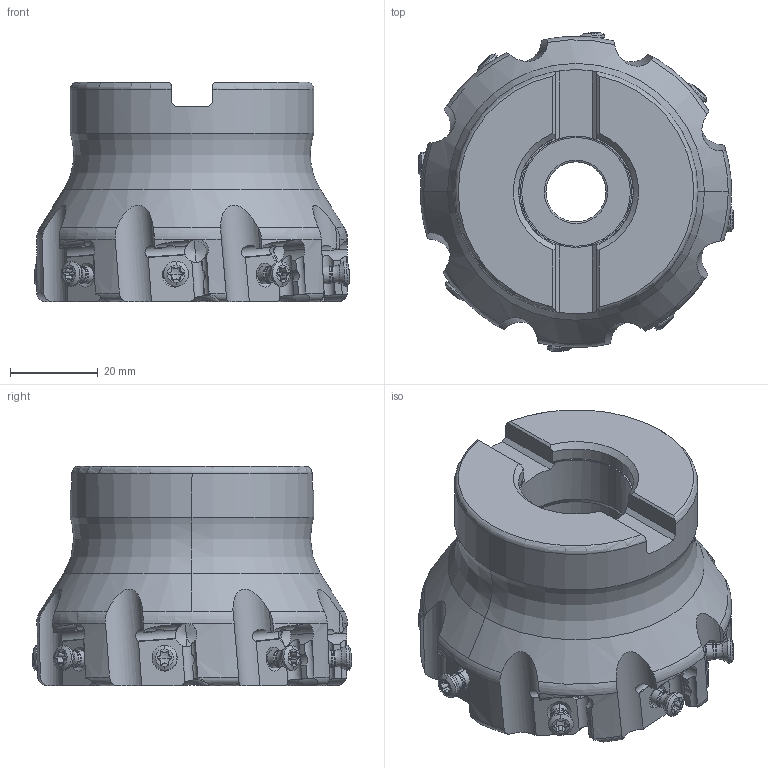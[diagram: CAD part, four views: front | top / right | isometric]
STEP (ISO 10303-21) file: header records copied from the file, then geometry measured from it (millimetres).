
FILE_DESCRIPTION(/* description */ (''),/* implementation_level */ '2;1');
FILE_NAME(/* name */ 'VOX400UR0308C.stp',/* time_stamp */ '2019-03-26T13:44:53+09:00',/* author */ (''),/* organization */ (''),/* preprocessor_version */ 'ST-DEVELOPER v16',/* originating_system */ 'SIEMENS PLM Software NX 10.0',/* authorisation */ '');
FILE_SCHEMA (('AUTOMOTIVE_DESIGN { 1 0 10303 214 3 1 1 1 }'));
Length unit declared in the file: millimetre
Products named in the file (1): VOX400UR0308C_ASM
Bounding box: 71.94 x 72.8 x 50.1 mm (x, y, z)
Volume: 117645.9 mm3; surface area: 23144.9 mm2
Topology: 9 solids, 9 shells, 645 faces, 1865 edges, 1199 vertices
Faces by surface type: cylinder 284, cone 140, plane 133, torus 64, sphere 24
Entity records: 28287 total; most frequent: CARTESIAN_POINT 11586, ORIENTED_EDGE 3618, DIRECTION 3392, EDGE_CURVE 1809, AXIS2_PLACEMENT_3D 1398, VERTEX_POINT 1199, CIRCLE 690, EDGE_LOOP 664
